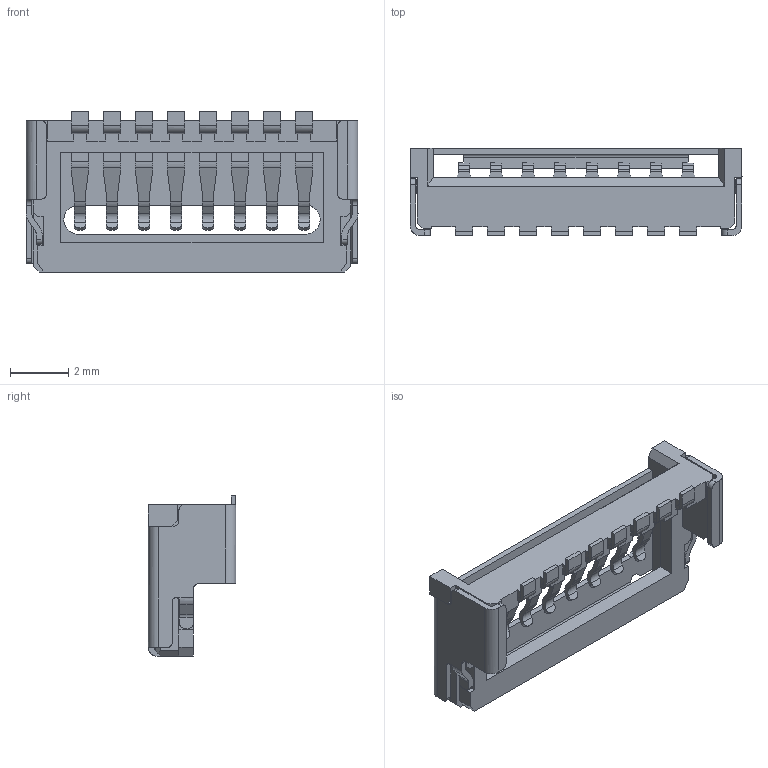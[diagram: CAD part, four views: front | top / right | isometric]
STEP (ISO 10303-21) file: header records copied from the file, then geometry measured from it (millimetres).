
FILE_DESCRIPTION (( 'STEP AP203' ), '1' );
FILE_NAME ('LCK-TF-109H3008-WLG.STEP', '2025-08-09T13:48:34', ( 'admin' ), ( '' ), 'SwSTEP 2.0', 'SolidWorks 2022', '' );
FILE_SCHEMA (( 'CONFIG_CONTROL_DESIGN' ));
Length unit declared in the file: millimetre
Products named in the file (1): LCK-TF-109H3008-WLG
Bounding box: 11.4 x 3 x 5.5 mm (x, y, z)
Surface area: 352.5 mm2 (no closed solid volume)
Topology: 0 solids, 10 shells, 472 faces, 1428 edges, 936 vertices
Faces by surface type: bspline 472
Entity records: 15710 total; most frequent: CARTESIAN_POINT 7424, ORIENTED_EDGE 2776, EDGE_CURVE 1428, B_SPLINE_CURVE_WITH_KNOTS 1298, VERTEX_POINT 936, EDGE_LOOP 476, FACE_OUTER_BOUND 472, ADVANCED_FACE 472
